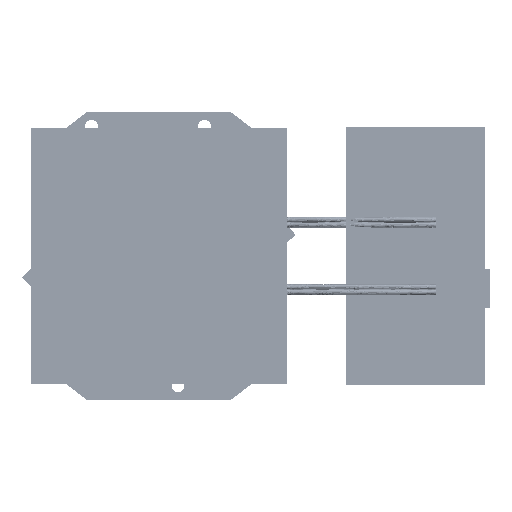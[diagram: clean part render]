
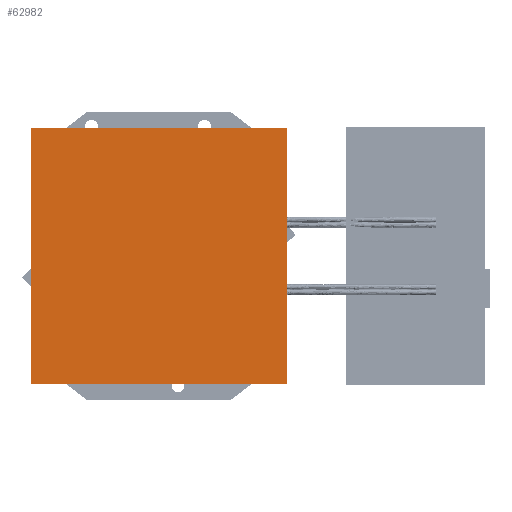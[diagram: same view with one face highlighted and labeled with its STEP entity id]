
A CAD part, front view. The second image highlights one B-rep face of the part: STEP entity #62982.
In plain terms, the highlighted face is planar.
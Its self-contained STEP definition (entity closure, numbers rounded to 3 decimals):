
#7286 = EDGE_CURVE ( 'NONE', #102317, #59009, #33395, .T. ) ;
#9083 = VERTEX_POINT ( 'NONE', #34016 ) ;
#14710 = CARTESIAN_POINT ( 'NONE',  ( 26.65, -26.65, -2.5 ) ) ;
#18222 = VECTOR ( 'NONE', #105290, 1000. ) ;
#20671 = CARTESIAN_POINT ( 'NONE',  ( -26.65, -26.65, -2.5 ) ) ;
#21441 = EDGE_LOOP ( 'NONE', ( #114810, #74319, #130820, #128621 ) ) ;
#24696 = LINE ( 'NONE', #25108, #18222 ) ;
#25108 = CARTESIAN_POINT ( 'NONE',  ( -26.65, -26.65, -2.5 ) ) ;
#30189 = DIRECTION ( 'NONE',  ( 1., 0., 0. ) ) ;
#33395 = LINE ( 'NONE', #78157, #64091 ) ;
#34016 = CARTESIAN_POINT ( 'NONE',  ( -26.65, -26.65, -2.5 ) ) ;
#49313 = CARTESIAN_POINT ( 'NONE',  ( -26.65, 26.65, -2.5 ) ) ;
#51942 = AXIS2_PLACEMENT_3D ( 'NONE', #81925, #133325, #30189 ) ;
#59009 = VERTEX_POINT ( 'NONE', #132636 ) ;
#59509 = LINE ( 'NONE', #49313, #65997 ) ;
#61478 = VERTEX_POINT ( 'NONE', #112507 ) ;
#62161 = DIRECTION ( 'NONE',  ( 1., 0., 0. ) ) ;
#62982 = ADVANCED_FACE ( 'NONE', ( #83723 ), #103612, .F. ) ;
#64091 = VECTOR ( 'NONE', #128181, 1000. ) ;
#65997 = VECTOR ( 'NONE', #133513, 1000. ) ;
#67579 = LINE ( 'NONE', #20671, #132055 ) ;
#72833 = EDGE_CURVE ( 'NONE', #61478, #9083, #24696, .T. ) ;
#74319 = ORIENTED_EDGE ( 'NONE', *, *, #7286, .F. ) ;
#78157 = CARTESIAN_POINT ( 'NONE',  ( 26.65, -26.65, -2.5 ) ) ;
#81925 = CARTESIAN_POINT ( 'NONE',  ( -26.65, -26.65, -2.5 ) ) ;
#83238 = EDGE_CURVE ( 'NONE', #9083, #102317, #67579, .T. ) ;
#83723 = FACE_OUTER_BOUND ( 'NONE', #21441, .T. ) ;
#100557 = EDGE_CURVE ( 'NONE', #59009, #61478, #59509, .T. ) ;
#102317 = VERTEX_POINT ( 'NONE', #14710 ) ;
#103612 = PLANE ( 'NONE',  #51942 ) ;
#105290 = DIRECTION ( 'NONE',  ( 0., -1., 0. ) ) ;
#112507 = CARTESIAN_POINT ( 'NONE',  ( -26.65, 26.65, -2.5 ) ) ;
#114810 = ORIENTED_EDGE ( 'NONE', *, *, #100557, .F. ) ;
#128181 = DIRECTION ( 'NONE',  ( 0., 1., 0. ) ) ;
#128621 = ORIENTED_EDGE ( 'NONE', *, *, #72833, .F. ) ;
#130820 = ORIENTED_EDGE ( 'NONE', *, *, #83238, .F. ) ;
#132055 = VECTOR ( 'NONE', #62161, 1000. ) ;
#132636 = CARTESIAN_POINT ( 'NONE',  ( 26.65, 26.65, -2.5 ) ) ;
#133325 = DIRECTION ( 'NONE',  ( 0., 0., 1. ) ) ;
#133513 = DIRECTION ( 'NONE',  ( -1., 0., 0. ) ) ;
